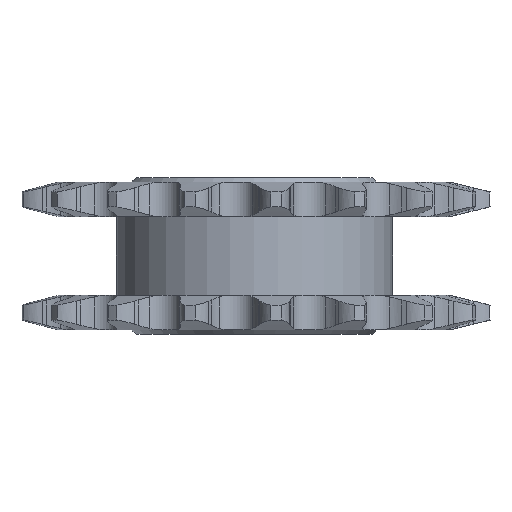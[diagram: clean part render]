
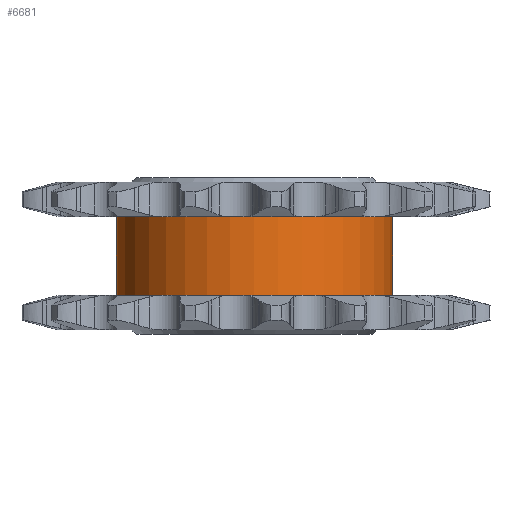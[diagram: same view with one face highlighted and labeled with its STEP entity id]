
A CAD part, left-side view. The second image highlights one B-rep face of the part: STEP entity #6681.
In plain terms, the highlighted cylindrical face has radius 11.113 mm (diameter 22.225 mm), a full revolution.
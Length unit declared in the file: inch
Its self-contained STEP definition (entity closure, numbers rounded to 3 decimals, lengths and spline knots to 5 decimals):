
#243=LINE('',#11380,#560);
#560=VECTOR('',#8183,0.4375);
#843=CYLINDRICAL_SURFACE('',#7173,0.4375);
#1124=FACE_OUTER_BOUND('',#1493,.T.);
#1493=EDGE_LOOP('',(#5292,#5293,#5294,#5295,#5296));
#1793=CIRCLE('',#7047,0.4375);
#1794=CIRCLE('',#7048,0.4375);
#1797=CIRCLE('',#7174,0.4375);
#2785=VERTEX_POINT('',#11033);
#2786=VERTEX_POINT('',#11034);
#2803=VERTEX_POINT('',#11378);
#3573=EDGE_CURVE('',#2785,#2786,#1793,.T.);
#3574=EDGE_CURVE('',#2786,#2785,#1794,.T.);
#3697=EDGE_CURVE('',#2803,#2803,#1797,.T.);
#3698=EDGE_CURVE('',#2803,#2786,#243,.T.);
#5292=ORIENTED_EDGE('',*,*,#3697,.T.);
#5293=ORIENTED_EDGE('',*,*,#3698,.T.);
#5294=ORIENTED_EDGE('',*,*,#3573,.F.);
#5295=ORIENTED_EDGE('',*,*,#3574,.F.);
#5296=ORIENTED_EDGE('',*,*,#3698,.F.);
#6681=ADVANCED_FACE('',(#1124),#843,.T.);
#7047=AXIS2_PLACEMENT_3D('',#11035,#7823,#7824);
#7048=AXIS2_PLACEMENT_3D('',#11036,#7825,#7826);
#7173=AXIS2_PLACEMENT_3D('',#11377,#8179,#8180);
#7174=AXIS2_PLACEMENT_3D('',#11379,#8181,#8182);
#7823=DIRECTION('center_axis',(0.,0.,-1.));
#7824=DIRECTION('ref_axis',(1.,0.,0.));
#7825=DIRECTION('center_axis',(0.,0.,-1.));
#7826=DIRECTION('ref_axis',(1.,0.,0.));
#8179=DIRECTION('center_axis',(0.,0.,1.));
#8180=DIRECTION('ref_axis',(1.,0.,0.));
#8181=DIRECTION('center_axis',(0.,0.,-1.));
#8182=DIRECTION('ref_axis',(-1.,0.,0.));
#8183=DIRECTION('',(0.,0.,-1.));
#11033=CARTESIAN_POINT('',(0.4375,0.,0.055));
#11034=CARTESIAN_POINT('',(-0.4375,0.,0.055));
#11035=CARTESIAN_POINT('Origin',(0.,0.,0.055));
#11036=CARTESIAN_POINT('Origin',(0.,0.,0.055));
#11377=CARTESIAN_POINT('Origin',(0.,0.,0.42688));
#11378=CARTESIAN_POINT('',(-0.4375,0.,0.30375));
#11379=CARTESIAN_POINT('Origin',(0.,0.,0.30375));
#11380=CARTESIAN_POINT('',(-0.4375,0.,0.42688));
